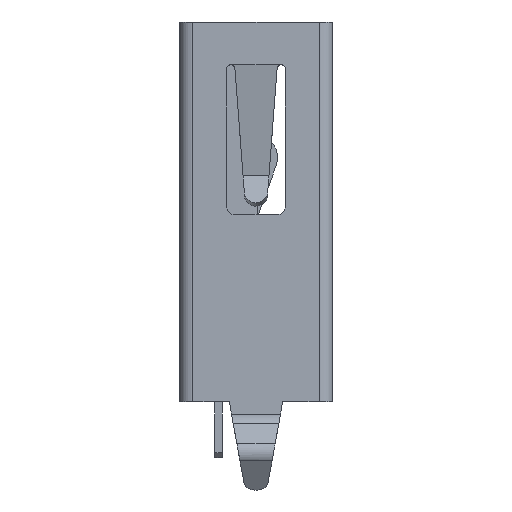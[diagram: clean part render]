
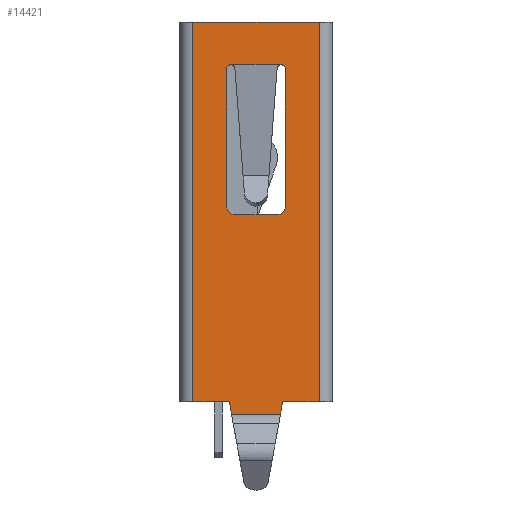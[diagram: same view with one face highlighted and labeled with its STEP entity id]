
A CAD part, left-side view. The second image highlights one B-rep face of the part: STEP entity #14421.
In plain terms, the highlighted planar face has unit normal (-1, 0, 0).
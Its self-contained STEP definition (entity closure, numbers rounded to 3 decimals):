
#371 = CARTESIAN_POINT ( 'NONE',  ( -6.55, -1.1, 0.2 ) ) ;
#565 = CARTESIAN_POINT ( 'NONE',  ( -6.55, 0.939, 5.5 ) ) ;
#786 = EDGE_CURVE ( 'NONE', #23561, #16035, #3616, .T. ) ;
#927 = LINE ( 'NONE', #10122, #18141 ) ;
#974 = DIRECTION ( 'NONE',  ( 1., 0., 0. ) ) ;
#1004 = VERTEX_POINT ( 'NONE', #3099 ) ;
#1099 = ORIENTED_EDGE ( 'NONE', *, *, #24504, .T. ) ;
#1369 = DIRECTION ( 'NONE',  ( 0., 0., 1. ) ) ;
#1555 = DIRECTION ( 'NONE',  ( 0., 0., 1. ) ) ;
#1631 = CARTESIAN_POINT ( 'NONE',  ( -6.55, -0.95, 5.35 ) ) ;
#1750 = ORIENTED_EDGE ( 'NONE', *, *, #7169, .T. ) ;
#2218 = EDGE_CURVE ( 'NONE', #6336, #12871, #19313, .T. ) ;
#2247 = EDGE_LOOP ( 'NONE', ( #14562, #10511, #25068, #8767, #22293, #13772, #23327, #12515 ) ) ;
#2446 = VECTOR ( 'NONE', #29569, 1000. ) ;
#2515 = DIRECTION ( 'NONE',  ( 0., 0., 1. ) ) ;
#2649 = LINE ( 'NONE', #19412, #29759 ) ;
#2863 = DIRECTION ( 'NONE',  ( 0., -1., 0. ) ) ;
#3099 = CARTESIAN_POINT ( 'NONE',  ( -6.55, -0.939, 5.5 ) ) ;
#3353 = VERTEX_POINT ( 'NONE', #11087 ) ;
#3616 = CIRCLE ( 'NONE', #20549, 0.15 ) ;
#3738 = VERTEX_POINT ( 'NONE', #11356 ) ;
#4205 = VECTOR ( 'NONE', #14684, 1000. ) ;
#4293 = CIRCLE ( 'NONE', #11079, 0.3 ) ;
#4380 = LINE ( 'NONE', #9072, #14642 ) ;
#5137 = LINE ( 'NONE', #14348, #16959 ) ;
#5736 = VECTOR ( 'NONE', #8560, 1000. ) ;
#5754 = EDGE_CURVE ( 'NONE', #19582, #9431, #12880, .T. ) ;
#6303 = DIRECTION ( 'NONE',  ( 0., 0., -1. ) ) ;
#6336 = VERTEX_POINT ( 'NONE', #24090 ) ;
#6632 = CARTESIAN_POINT ( 'NONE',  ( -6.55, -0.95, 5.5 ) ) ;
#6661 = VERTEX_POINT ( 'NONE', #28596 ) ;
#7120 = DIRECTION ( 'NONE',  ( 0., 0., -1. ) ) ;
#7169 = EDGE_CURVE ( 'NONE', #23363, #9608, #2649, .T. ) ;
#7799 = ORIENTED_EDGE ( 'NONE', *, *, #12075, .T. ) ;
#7918 = CIRCLE ( 'NONE', #24391, 0.15 ) ;
#7931 = VECTOR ( 'NONE', #7120, 1000. ) ;
#7955 = DIRECTION ( 'NONE',  ( 0., 0., 1. ) ) ;
#8560 = DIRECTION ( 'NONE',  ( 0., 0.179, -0.984 ) ) ;
#8707 = FACE_BOUND ( 'NONE', #15143, .T. ) ;
#8767 = ORIENTED_EDGE ( 'NONE', *, *, #23100, .F. ) ;
#8909 = DIRECTION ( 'NONE',  ( 1., 0., 0. ) ) ;
#8958 = EDGE_CURVE ( 'NONE', #1004, #9608, #20172, .T. ) ;
#9001 = DIRECTION ( 'NONE',  ( 0., 1., 0. ) ) ;
#9072 = CARTESIAN_POINT ( 'NONE',  ( -6.55, -0.95, 5.5 ) ) ;
#9374 = EDGE_CURVE ( 'NONE', #10436, #29755, #5137, .T. ) ;
#9431 = VERTEX_POINT ( 'NONE', #28903 ) ;
#9608 = VERTEX_POINT ( 'NONE', #565 ) ;
#10122 = CARTESIAN_POINT ( 'NONE',  ( -6.55, -2.36, -7.1 ) ) ;
#10436 = VERTEX_POINT ( 'NONE', #16220 ) ;
#10511 = ORIENTED_EDGE ( 'NONE', *, *, #17180, .F. ) ;
#10828 = DIRECTION ( 'NONE',  ( 1., 0., 0. ) ) ;
#10942 = CARTESIAN_POINT ( 'NONE',  ( -6.55, -0.8, 5.5 ) ) ;
#10955 = VECTOR ( 'NONE', #19438, 1000. ) ;
#11079 = AXIS2_PLACEMENT_3D ( 'NONE', #22785, #29631, #6303 ) ;
#11087 = CARTESIAN_POINT ( 'NONE',  ( -6.55, 2.36, -7.1 ) ) ;
#11213 = LINE ( 'NONE', #20720, #27834 ) ;
#11356 = CARTESIAN_POINT ( 'NONE',  ( -6.55, -0.8, -0.1 ) ) ;
#11505 = EDGE_CURVE ( 'NONE', #1004, #23561, #4380, .T. ) ;
#11875 = DIRECTION ( 'NONE',  ( 0., 0., 1. ) ) ;
#11906 = VECTOR ( 'NONE', #9001, 1000. ) ;
#12075 = EDGE_CURVE ( 'NONE', #18015, #3738, #4293, .T. ) ;
#12244 = CARTESIAN_POINT ( 'NONE',  ( -6.55, 0.95, 5.5 ) ) ;
#12515 = ORIENTED_EDGE ( 'NONE', *, *, #5754, .F. ) ;
#12871 = VERTEX_POINT ( 'NONE', #22006 ) ;
#12880 = LINE ( 'NONE', #22244, #19710 ) ;
#12895 = VERTEX_POINT ( 'NONE', #23174 ) ;
#13425 = LINE ( 'NONE', #22635, #11906 ) ;
#13765 = DIRECTION ( 'NONE',  ( 0., 1., 0. ) ) ;
#13772 = ORIENTED_EDGE ( 'NONE', *, *, #24467, .F. ) ;
#13911 = LINE ( 'NONE', #27720, #7931 ) ;
#14101 = CARTESIAN_POINT ( 'NONE',  ( -6.55, -0.916, -7.56 ) ) ;
#14348 = CARTESIAN_POINT ( 'NONE',  ( -6.55, 1., -7.56 ) ) ;
#14421 = ADVANCED_FACE ( 'NONE', ( #8707, #29791 ), #17954, .F. ) ;
#14562 = ORIENTED_EDGE ( 'NONE', *, *, #22110, .T. ) ;
#14642 = VECTOR ( 'NONE', #18298, 1000. ) ;
#14684 = DIRECTION ( 'NONE',  ( 0., 0.179, 0.984 ) ) ;
#14742 = DIRECTION ( 'NONE',  ( 0., -1., 0. ) ) ;
#14986 = CARTESIAN_POINT ( 'NONE',  ( -6.55, 3.376, 5.966 ) ) ;
#15143 = EDGE_LOOP ( 'NONE', ( #20407, #1099, #20125, #28201, #1750, #18055, #29411, #29403, #19715, #7799 ) ) ;
#15697 = EDGE_CURVE ( 'NONE', #12871, #23363, #7918, .T. ) ;
#16035 = VERTEX_POINT ( 'NONE', #19608 ) ;
#16220 = CARTESIAN_POINT ( 'NONE',  ( -6.55, 0.916, -7.56 ) ) ;
#16959 = VECTOR ( 'NONE', #2863, 1000. ) ;
#17079 = EDGE_CURVE ( 'NONE', #26912, #3353, #13425, .T. ) ;
#17180 = EDGE_CURVE ( 'NONE', #3353, #22935, #27488, .T. ) ;
#17309 = CARTESIAN_POINT ( 'NONE',  ( -6.55, -0.8, -0.1 ) ) ;
#17505 = LINE ( 'NONE', #29357, #5736 ) ;
#17954 = PLANE ( 'NONE',  #18994 ) ;
#18015 = VERTEX_POINT ( 'NONE', #371 ) ;
#18055 = ORIENTED_EDGE ( 'NONE', *, *, #8958, .F. ) ;
#18141 = VECTOR ( 'NONE', #28611, 1000. ) ;
#18298 = DIRECTION ( 'NONE',  ( 0., -1., 0. ) ) ;
#18505 = CARTESIAN_POINT ( 'NONE',  ( -6.55, 1., -7.1 ) ) ;
#18994 = AXIS2_PLACEMENT_3D ( 'NONE', #28098, #974, #2515 ) ;
#19016 = EDGE_CURVE ( 'NONE', #16035, #18015, #13911, .T. ) ;
#19070 = LINE ( 'NONE', #14986, #4205 ) ;
#19313 = LINE ( 'NONE', #28425, #27913 ) ;
#19412 = CARTESIAN_POINT ( 'NONE',  ( -6.55, -0.95, 5.5 ) ) ;
#19438 = DIRECTION ( 'NONE',  ( 0., 1., 0. ) ) ;
#19582 = VERTEX_POINT ( 'NONE', #22797 ) ;
#19608 = CARTESIAN_POINT ( 'NONE',  ( -6.55, -1.1, 5.35 ) ) ;
#19710 = VECTOR ( 'NONE', #20134, 1000. ) ;
#19715 = ORIENTED_EDGE ( 'NONE', *, *, #19016, .T. ) ;
#20125 = ORIENTED_EDGE ( 'NONE', *, *, #2218, .T. ) ;
#20134 = DIRECTION ( 'NONE',  ( 0., 0., -1. ) ) ;
#20172 = LINE ( 'NONE', #10942, #2446 ) ;
#20407 = ORIENTED_EDGE ( 'NONE', *, *, #20623, .T. ) ;
#20549 = AXIS2_PLACEMENT_3D ( 'NONE', #1631, #10828, #7955 ) ;
#20623 = EDGE_CURVE ( 'NONE', #3738, #12895, #21583, .T. ) ;
#20720 = CARTESIAN_POINT ( 'NONE',  ( -6.55, -2.86, 7.1 ) ) ;
#21085 = VECTOR ( 'NONE', #11875, 1000. ) ;
#21583 = LINE ( 'NONE', #17309, #10955 ) ;
#21897 = DIRECTION ( 'NONE',  ( 0., 0., 1. ) ) ;
#22006 = CARTESIAN_POINT ( 'NONE',  ( -6.55, 1.1, 5.35 ) ) ;
#22075 = DIRECTION ( 'NONE',  ( 1., 0., 0. ) ) ;
#22110 = EDGE_CURVE ( 'NONE', #19582, #22935, #11213, .T. ) ;
#22244 = CARTESIAN_POINT ( 'NONE',  ( -6.55, -2.36, 7.1 ) ) ;
#22293 = ORIENTED_EDGE ( 'NONE', *, *, #9374, .T. ) ;
#22635 = CARTESIAN_POINT ( 'NONE',  ( -6.55, -2.86, -7.1 ) ) ;
#22785 = CARTESIAN_POINT ( 'NONE',  ( -6.55, -0.8, 0.2 ) ) ;
#22797 = CARTESIAN_POINT ( 'NONE',  ( -6.55, -2.36, 7.1 ) ) ;
#22935 = VERTEX_POINT ( 'NONE', #25154 ) ;
#23100 = EDGE_CURVE ( 'NONE', #10436, #26912, #19070, .T. ) ;
#23174 = CARTESIAN_POINT ( 'NONE',  ( -6.55, 0.8, -0.1 ) ) ;
#23327 = ORIENTED_EDGE ( 'NONE', *, *, #28869, .T. ) ;
#23363 = VERTEX_POINT ( 'NONE', #12244 ) ;
#23561 = VERTEX_POINT ( 'NONE', #6632 ) ;
#24090 = CARTESIAN_POINT ( 'NONE',  ( -6.55, 1.1, 0.2 ) ) ;
#24391 = AXIS2_PLACEMENT_3D ( 'NONE', #25130, #8909, #1555 ) ;
#24467 = EDGE_CURVE ( 'NONE', #6661, #29755, #17505, .T. ) ;
#24504 = EDGE_CURVE ( 'NONE', #12895, #6336, #29443, .T. ) ;
#24612 = AXIS2_PLACEMENT_3D ( 'NONE', #26762, #22075, #1369 ) ;
#25068 = ORIENTED_EDGE ( 'NONE', *, *, #17079, .F. ) ;
#25130 = CARTESIAN_POINT ( 'NONE',  ( -6.55, 0.95, 5.35 ) ) ;
#25154 = CARTESIAN_POINT ( 'NONE',  ( -6.55, 2.36, 7.1 ) ) ;
#26762 = CARTESIAN_POINT ( 'NONE',  ( -6.55, 0.8, 0.2 ) ) ;
#26912 = VERTEX_POINT ( 'NONE', #18505 ) ;
#27488 = LINE ( 'NONE', #27936, #21085 ) ;
#27720 = CARTESIAN_POINT ( 'NONE',  ( -6.55, -1.1, 5.35 ) ) ;
#27834 = VECTOR ( 'NONE', #13765, 1000. ) ;
#27913 = VECTOR ( 'NONE', #21897, 1000. ) ;
#27936 = CARTESIAN_POINT ( 'NONE',  ( -6.55, 2.36, 7.1 ) ) ;
#28098 = CARTESIAN_POINT ( 'NONE',  ( -6.55, -2.86, 7.1 ) ) ;
#28201 = ORIENTED_EDGE ( 'NONE', *, *, #15697, .T. ) ;
#28425 = CARTESIAN_POINT ( 'NONE',  ( -6.55, 1.1, 5.35 ) ) ;
#28596 = CARTESIAN_POINT ( 'NONE',  ( -6.55, -1., -7.1 ) ) ;
#28611 = DIRECTION ( 'NONE',  ( 0., -1., 0. ) ) ;
#28869 = EDGE_CURVE ( 'NONE', #6661, #9431, #927, .T. ) ;
#28903 = CARTESIAN_POINT ( 'NONE',  ( -6.55, -2.36, -7.1 ) ) ;
#29357 = CARTESIAN_POINT ( 'NONE',  ( -6.55, -3.559, 6.973 ) ) ;
#29403 = ORIENTED_EDGE ( 'NONE', *, *, #786, .T. ) ;
#29411 = ORIENTED_EDGE ( 'NONE', *, *, #11505, .T. ) ;
#29443 = CIRCLE ( 'NONE', #24612, 0.3 ) ;
#29569 = DIRECTION ( 'NONE',  ( 0., 1., 0. ) ) ;
#29631 = DIRECTION ( 'NONE',  ( 1., 0., 0. ) ) ;
#29755 = VERTEX_POINT ( 'NONE', #14101 ) ;
#29759 = VECTOR ( 'NONE', #14742, 1000. ) ;
#29791 = FACE_OUTER_BOUND ( 'NONE', #2247, .T. ) ;
